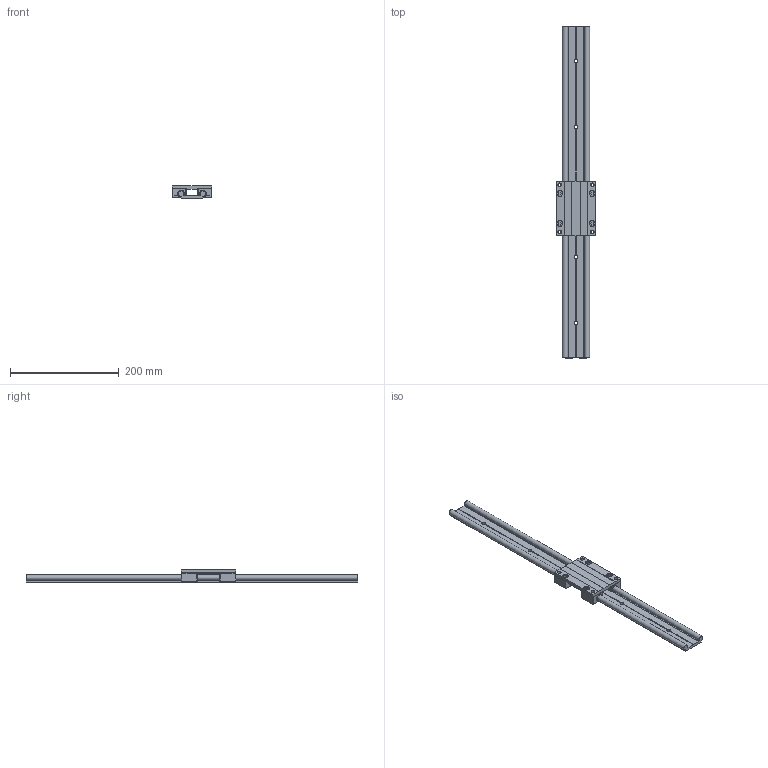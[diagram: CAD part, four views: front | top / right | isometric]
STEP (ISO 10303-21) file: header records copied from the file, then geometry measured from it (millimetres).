
FILE_DESCRIPTION(/* description */ (''),/* implementation_level */ '2;1');
FILE_NAME(/* name */ 'fc17-151_Assembled.iam.step',/* time_stamp */ '2017-01-05T11:55:21-08:00',/* author */ ('Autodesk Inc.'),/* organization */ ('Autodesk Inc.'),/* preprocessor_version */ 'ST-DEVELOPER v16.5',/* originating_system */ 'Autodesk Inventor 2017',/* authorisation */ '');
FILE_SCHEMA (('AUTOMOTIVE_DESIGN { 1 0 10303 214 3 1 1 }'));
Length unit declared in the file: millimetre
Products named in the file (3): fc17-151_Assembled; fc17-151; fc17-151_1
Assembly tree (2 placements, depth 2):
  fc17-151_Assembled
    fc17-151
    fc17-151_1
Bounding box: 73 x 610 x 24 mm (x, y, z)
Volume: 297317.4 mm3; surface area: 113847 mm2
Topology: 2 solids, 2 shells, 980 faces, 2695 edges, 1782 vertices
Faces by surface type: plane 597, cylinder 367, cone 16
Full cylindrical faces by diameter (mm): 0.2 x4, 0.5 x4, 0.55 x4, 2.5 x4, 2.8 x4, 5 x4, 6 x8, 6.6 x9, 9.5 x8, 10 x4, 11 x4
Entity records: 32013 total; most frequent: CARTESIAN_POINT 5875, DIRECTION 5294, ORIENTED_EDGE 5242, EDGE_CURVE 2621, LINE 1854, VECTOR 1854, VERTEX_POINT 1773, AXIS2_PLACEMENT_3D 1720
